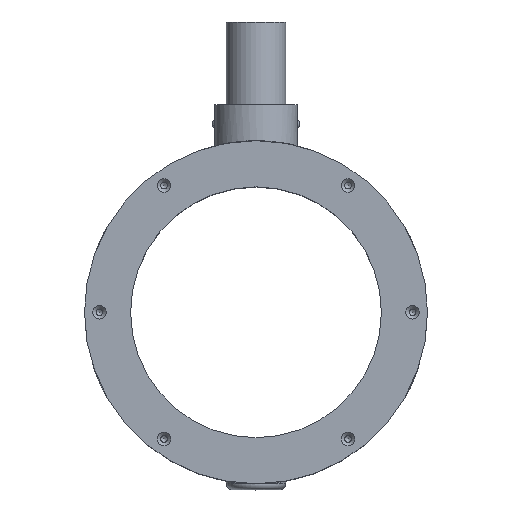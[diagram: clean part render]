
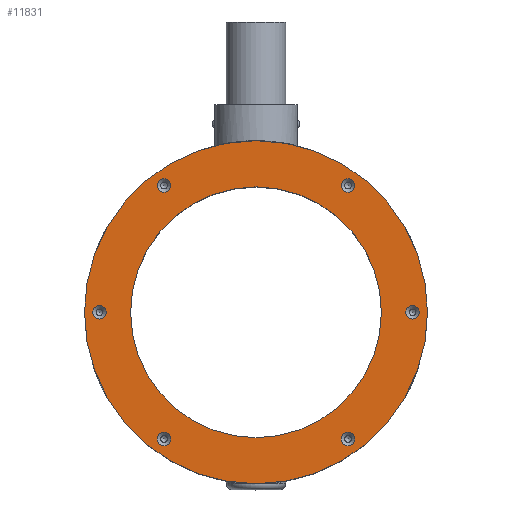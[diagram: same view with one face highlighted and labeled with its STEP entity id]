
A CAD part, top view. The second image highlights one B-rep face of the part: STEP entity #11831.
In plain terms, the highlighted planar face has unit normal (0, 0, 1).
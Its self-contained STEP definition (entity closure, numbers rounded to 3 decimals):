
#101 = DIRECTION ( 'NONE',  ( 0., 0., 1. ) ) ;
#149 = AXIS2_PLACEMENT_3D ( 'NONE', #26085, #30665, #23732 ) ;
#168 = ORIENTED_EDGE ( 'NONE', *, *, #19526, .F. ) ;
#212 = FACE_BOUND ( 'NONE', #15980, .T. ) ;
#238 = EDGE_CURVE ( 'NONE', #20694, #20694, #5795, .T. ) ;
#371 = FACE_OUTER_BOUND ( 'NONE', #25395, .T. ) ;
#524 = CARTESIAN_POINT ( 'NONE',  ( -77.808, 107.094, 90.03 ) ) ;
#700 = PLANE ( 'NONE',  #29802 ) ;
#1813 = AXIS2_PLACEMENT_3D ( 'NONE', #11571, #21205, #30645 ) ;
#2184 = EDGE_CURVE ( 'NONE', #13586, #13586, #25497, .T. ) ;
#2255 = EDGE_LOOP ( 'NONE', ( #26042 ) ) ;
#2801 = DIRECTION ( 'NONE',  ( 0., 0., 1. ) ) ;
#3365 = FACE_BOUND ( 'NONE', #13183, .T. ) ;
#3698 = CIRCLE ( 'NONE', #13200, 5.735 ) ;
#3779 = CARTESIAN_POINT ( 'NONE',  ( -77.808, -107.094, 90.03 ) ) ;
#4454 = ORIENTED_EDGE ( 'NONE', *, *, #23375, .F. ) ;
#4633 = EDGE_LOOP ( 'NONE', ( #4454 ) ) ;
#4928 = CIRCLE ( 'NONE', #25064, 145. ) ;
#4951 = DIRECTION ( 'NONE',  ( 0., 0., 1. ) ) ;
#5267 = DIRECTION ( 'NONE',  ( 1., 0., 0. ) ) ;
#5589 = ORIENTED_EDGE ( 'NONE', *, *, #19953, .T. ) ;
#5733 = DIRECTION ( 'NONE',  ( 1., 0., 0. ) ) ;
#5795 = CIRCLE ( 'NONE', #19392, 5.735 ) ;
#5939 = AXIS2_PLACEMENT_3D ( 'NONE', #3779, #15629, #8828 ) ;
#5957 = EDGE_CURVE ( 'NONE', #16914, #16914, #7415, .T. ) ;
#6202 = DIRECTION ( 'NONE',  ( 1., 0., 0. ) ) ;
#7415 = CIRCLE ( 'NONE', #21556, 5.735 ) ;
#8446 = EDGE_CURVE ( 'NONE', #23846, #23846, #28165, .T. ) ;
#8570 = CARTESIAN_POINT ( 'NONE',  ( 132.375, 0., 90.03 ) ) ;
#8828 = DIRECTION ( 'NONE',  ( 1., 0., 0. ) ) ;
#10007 = FACE_BOUND ( 'NONE', #15412, .T. ) ;
#11571 = CARTESIAN_POINT ( 'NONE',  ( 0., 0., 90.03 ) ) ;
#11831 = ADVANCED_FACE ( 'NONE', ( #24507, #10007, #212, #15069, #24823, #3365, #371, #22001 ), #700, .F. ) ;
#12490 = ORIENTED_EDGE ( 'NONE', *, *, #5957, .F. ) ;
#12791 = VERTEX_POINT ( 'NONE', #22424 ) ;
#12941 = CARTESIAN_POINT ( 'NONE',  ( -72.073, -107.094, 90.03 ) ) ;
#13183 = EDGE_LOOP ( 'NONE', ( #168 ) ) ;
#13200 = AXIS2_PLACEMENT_3D ( 'NONE', #17172, #101, #26923 ) ;
#13586 = VERTEX_POINT ( 'NONE', #16280 ) ;
#13763 = CIRCLE ( 'NONE', #149, 5.735 ) ;
#14220 = CARTESIAN_POINT ( 'NONE',  ( -72.073, 107.094, 90.03 ) ) ;
#14414 = CARTESIAN_POINT ( 'NONE',  ( 0., 0., 90.03 ) ) ;
#15069 = FACE_BOUND ( 'NONE', #21460, .T. ) ;
#15262 = CARTESIAN_POINT ( 'NONE',  ( -132.375, 0., 90.03 ) ) ;
#15401 = ORIENTED_EDGE ( 'NONE', *, *, #238, .F. ) ;
#15412 = EDGE_LOOP ( 'NONE', ( #17203 ) ) ;
#15629 = DIRECTION ( 'NONE',  ( 0., 0., 1. ) ) ;
#15980 = EDGE_LOOP ( 'NONE', ( #26953 ) ) ;
#16280 = CARTESIAN_POINT ( 'NONE',  ( -106., 0., 90.03 ) ) ;
#16914 = VERTEX_POINT ( 'NONE', #14220 ) ;
#17172 = CARTESIAN_POINT ( 'NONE',  ( 77.808, 107.094, 90.03 ) ) ;
#17203 = ORIENTED_EDGE ( 'NONE', *, *, #8446, .F. ) ;
#19392 = AXIS2_PLACEMENT_3D ( 'NONE', #15262, #2801, #24709 ) ;
#19526 = EDGE_CURVE ( 'NONE', #22882, #22882, #28092, .T. ) ;
#19621 = AXIS2_PLACEMENT_3D ( 'NONE', #8570, #27798, #6202 ) ;
#19937 = DIRECTION ( 'NONE',  ( 0., 0., 1. ) ) ;
#19953 = EDGE_CURVE ( 'NONE', #27603, #27603, #4928, .T. ) ;
#20104 = CARTESIAN_POINT ( 'NONE',  ( 0., 175.446, 90.03 ) ) ;
#20694 = VERTEX_POINT ( 'NONE', #30457 ) ;
#21205 = DIRECTION ( 'NONE',  ( 0., 0., -1. ) ) ;
#21460 = EDGE_LOOP ( 'NONE', ( #12490 ) ) ;
#21556 = AXIS2_PLACEMENT_3D ( 'NONE', #524, #19937, #5733 ) ;
#22001 = FACE_BOUND ( 'NONE', #2255, .T. ) ;
#22424 = CARTESIAN_POINT ( 'NONE',  ( 83.543, 107.094, 90.03 ) ) ;
#22763 = EDGE_CURVE ( 'NONE', #27455, #27455, #13763, .T. ) ;
#22882 = VERTEX_POINT ( 'NONE', #12941 ) ;
#23375 = EDGE_CURVE ( 'NONE', #12791, #12791, #3698, .T. ) ;
#23732 = DIRECTION ( 'NONE',  ( 1., 0., 0. ) ) ;
#23846 = VERTEX_POINT ( 'NONE', #26507 ) ;
#24507 = FACE_BOUND ( 'NONE', #4633, .T. ) ;
#24709 = DIRECTION ( 'NONE',  ( 1., 0., 0. ) ) ;
#24823 = FACE_BOUND ( 'NONE', #31107, .T. ) ;
#25064 = AXIS2_PLACEMENT_3D ( 'NONE', #14414, #4951, #5267 ) ;
#25395 = EDGE_LOOP ( 'NONE', ( #5589 ) ) ;
#25497 = CIRCLE ( 'NONE', #1813, 106. ) ;
#26042 = ORIENTED_EDGE ( 'NONE', *, *, #2184, .T. ) ;
#26085 = CARTESIAN_POINT ( 'NONE',  ( 77.808, -107.094, 90.03 ) ) ;
#26507 = CARTESIAN_POINT ( 'NONE',  ( 138.11, 0., 90.03 ) ) ;
#26718 = DIRECTION ( 'NONE',  ( -1., 0., 0. ) ) ;
#26923 = DIRECTION ( 'NONE',  ( 1., 0., 0. ) ) ;
#26953 = ORIENTED_EDGE ( 'NONE', *, *, #22763, .F. ) ;
#27296 = CARTESIAN_POINT ( 'NONE',  ( 83.543, -107.094, 90.03 ) ) ;
#27455 = VERTEX_POINT ( 'NONE', #27296 ) ;
#27603 = VERTEX_POINT ( 'NONE', #29338 ) ;
#27798 = DIRECTION ( 'NONE',  ( 0., 0., 1. ) ) ;
#28092 = CIRCLE ( 'NONE', #5939, 5.735 ) ;
#28165 = CIRCLE ( 'NONE', #19621, 5.735 ) ;
#29229 = DIRECTION ( 'NONE',  ( 0., 0., -1. ) ) ;
#29338 = CARTESIAN_POINT ( 'NONE',  ( 145., 0., 90.03 ) ) ;
#29802 = AXIS2_PLACEMENT_3D ( 'NONE', #20104, #29229, #26718 ) ;
#30457 = CARTESIAN_POINT ( 'NONE',  ( -126.64, 0., 90.03 ) ) ;
#30645 = DIRECTION ( 'NONE',  ( -1., 0., 0. ) ) ;
#30665 = DIRECTION ( 'NONE',  ( 0., 0., 1. ) ) ;
#31107 = EDGE_LOOP ( 'NONE', ( #15401 ) ) ;
